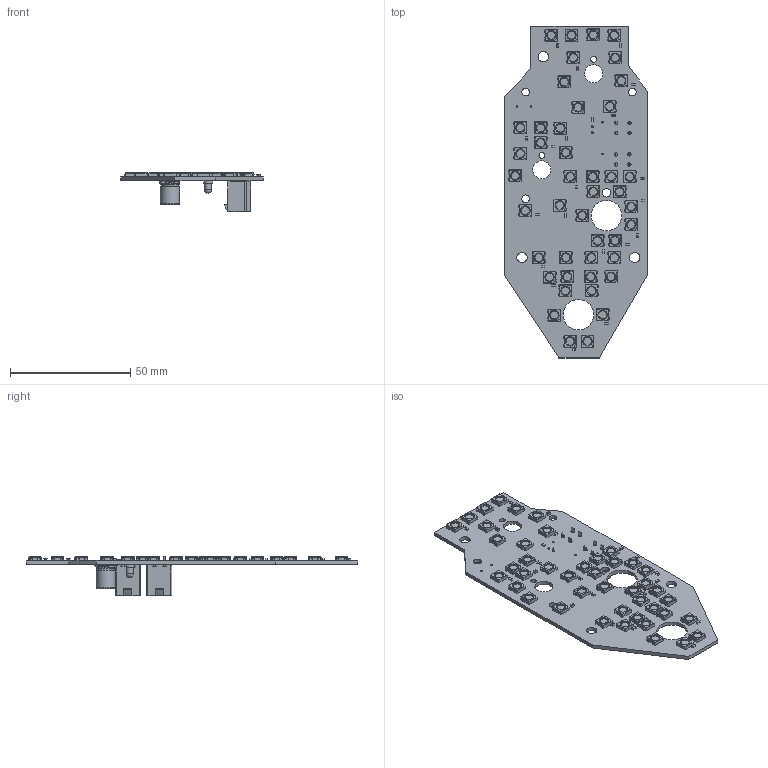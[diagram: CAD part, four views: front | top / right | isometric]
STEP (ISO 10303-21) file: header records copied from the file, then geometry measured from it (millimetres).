
FILE_DESCRIPTION(('KiCad electronic assembly'),'2;1');
FILE_NAME('EXT LT PANEL.step','2023-05-20T15:34:49',('Pcbnew'),('Kicad') ,'Open CASCADE STEP processor 7.6','KiCad to STEP converter','Unknown' );
FILE_SCHEMA(('AUTOMOTIVE_DESIGN { 1 0 10303 214 1 1 1 1 }'));
Length unit declared in the file: millimetre
Products named in the file (14): EXT LT PANEL 1; LED_WS2812B_PLCC4_5.0x5.0mm_P3.2mm; SOLID; C_0603_1608Metric; R_0603_1608Metric; CP_Elec_8x10; Molex_Mini-Fit_Jr_5566-04A_2x02_P4.20mm_Vertical; LED_D3.0mm_GREEN; EXT LT PANEL PCB
Assembly tree (76 placements, depth 3):
  EXT LT PANEL 1
    LED_WS2812B_PLCC4_5.0x5.0mm_P3.2mm  x44
      SOLID
    C_0603_1608Metric  x20
      SOLID
    R_0603_1608Metric
      SOLID
    CP_Elec_8x10
      SOLID
    Molex_Mini-Fit_Jr_5566-04A_2x02_P4.20mm_Vertical  x2
      SOLID
    LED_D3.0mm_GREEN
      SOLID
    EXT LT PANEL PCB
Bounding box: 59.44 x 138.28 x 16.3 mm (x, y, z)
Volume: 13985.2 mm3; surface area: 21624.2 mm2
Topology: 70 solids, 70 shells, 3933 faces, 11291 edges, 7432 vertices
Faces by surface type: plane 2624, cylinder 1257, cone 44, torus 4, bspline 2, revolution 1, sphere 1
Full cylindrical faces by diameter (mm): 0.7 x4, 0.9 x2, 1.4 x8, 2.38 x2, 3 x1, 3.2 x3, 3.333 x44, 3.572 x1, 4.3 x3, 7.54 x2, 8 x2, 12.7 x2
Entity records: 26078 total; most frequent: CARTESIAN_POINT 5143, DIRECTION 3700, LINE 2461, VECTOR 2461, ORIENTED_EDGE 1876, PCURVE 1876, DEFINITIONAL_REPRESENTATION 1876, EDGE_CURVE 938
